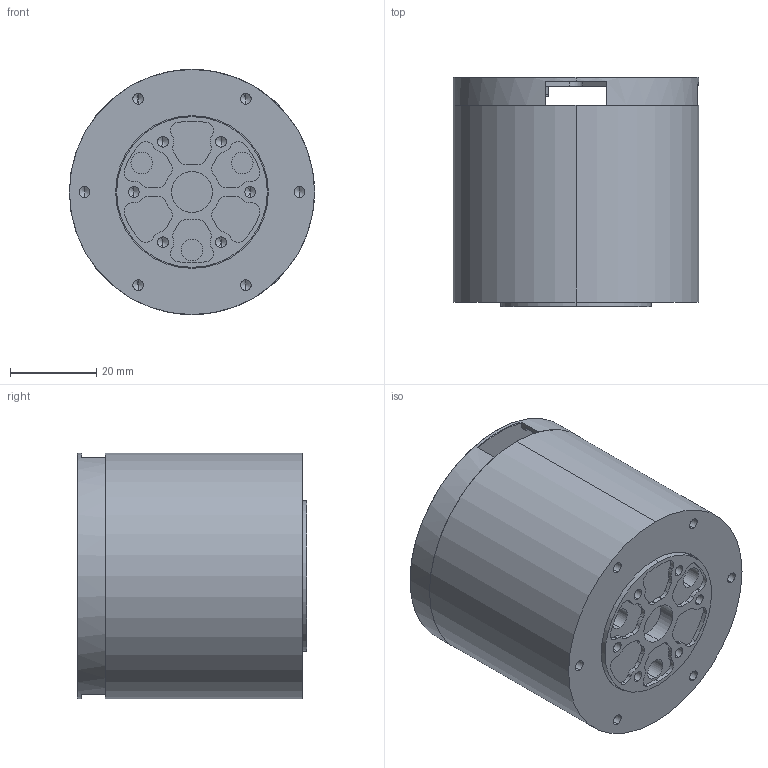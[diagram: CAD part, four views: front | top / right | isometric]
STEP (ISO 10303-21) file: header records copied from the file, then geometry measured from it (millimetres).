
FILE_DESCRIPTION (( 'STEP AP214' ), '1' );
FILE_NAME ('DM 4340 µç»ú 3D20240116.STEP', '2024-01-16T05:37:51', ( '' ), ( '' ), 'SwSTEP 2.0', 'SolidWorks 2021', '' );
FILE_SCHEMA (( 'AUTOMOTIVE_DESIGN' ));
Length unit declared in the file: millimetre
Products named in the file (3): 4310 减速电机驱动板盖 Ver.B; DM 4340 3D; DM 4340 萇儂 3D20240116
Assembly tree (2 placements, depth 2):
  DM 4340 萇儂 3D20240116
    DM 4340 3D
    4310 减速电机驱动板盖 Ver.B
Bounding box: 57 x 53.25 x 57 mm (x, y, z)
Volume: 121489.5 mm3; surface area: 22210.1 mm2
Topology: 2 solids, 2 shells, 390 faces, 1016 edges, 634 vertices
Faces by surface type: cylinder 204, plane 111, cone 75
Entity records: 12386 total; most frequent: DIRECTION 2227, CARTESIAN_POINT 2099, ORIENTED_EDGE 1984, EDGE_CURVE 992, AXIS2_PLACEMENT_3D 866, VERTEX_POINT 634, VECTOR 495, LINE 495
